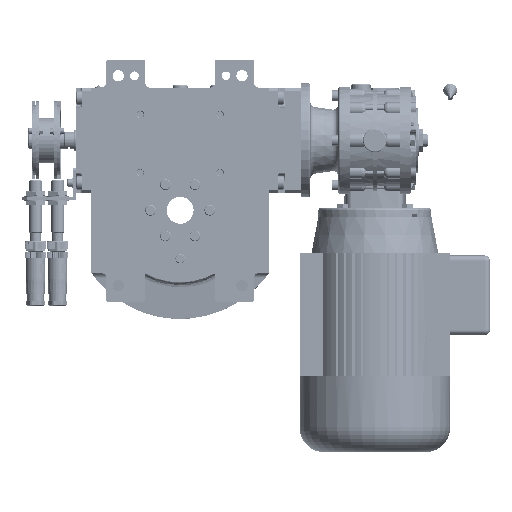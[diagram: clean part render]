
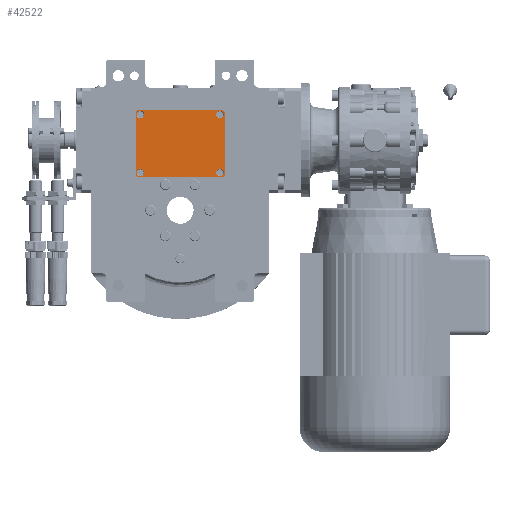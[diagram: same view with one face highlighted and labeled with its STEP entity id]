
A CAD part, front view. The second image highlights one B-rep face of the part: STEP entity #42522.
In plain terms, the highlighted face is planar.
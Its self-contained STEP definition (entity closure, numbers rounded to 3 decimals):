
#922 = FACE_OUTER_BOUND ( 'NONE', #64601, .T. ) ;
#1569 = EDGE_CURVE ( 'NONE', #122371, #81695, #124069, .T. ) ;
#2113 = EDGE_CURVE ( 'NONE', #45665, #169932, #16367, .T. ) ;
#3551 = FACE_BOUND ( 'NONE', #77475, .T. ) ;
#4021 = VECTOR ( 'NONE', #22146, 1000. ) ;
#4540 = VERTEX_POINT ( 'NONE', #8791 ) ;
#6363 = DIRECTION ( 'NONE',  ( 0., 0., 1. ) ) ;
#6483 = ORIENTED_EDGE ( 'NONE', *, *, #24632, .T. ) ;
#8194 = DIRECTION ( 'NONE',  ( -1., 0., 0. ) ) ;
#8359 = LINE ( 'NONE', #115468, #12522 ) ;
#8790 = CARTESIAN_POINT ( 'NONE',  ( 39.5, 31.5, 3. ) ) ;
#8791 = CARTESIAN_POINT ( 'NONE',  ( 40.5, 27., 3. ) ) ;
#12522 = VECTOR ( 'NONE', #47298, 1000. ) ;
#13418 = ORIENTED_EDGE ( 'NONE', *, *, #156574, .F. ) ;
#15263 = CARTESIAN_POINT ( 'NONE',  ( 40.5, -27., 3. ) ) ;
#15496 = AXIS2_PLACEMENT_3D ( 'NONE', #83428, #6363, #85183 ) ;
#16367 = CIRCLE ( 'NONE', #50257, 3.5 ) ;
#17413 = DIRECTION ( 'NONE',  ( -1., 0., 0. ) ) ;
#18331 = AXIS2_PLACEMENT_3D ( 'NONE', #69929, #123077, #31836 ) ;
#20565 = DIRECTION ( 'NONE',  ( 0., 0., 1. ) ) ;
#21971 = CARTESIAN_POINT ( 'NONE',  ( -37., -27., 3. ) ) ;
#22146 = DIRECTION ( 'NONE',  ( -0.707, 0.707, 0. ) ) ;
#24632 = EDGE_CURVE ( 'NONE', #107632, #28435, #129934, .T. ) ;
#26502 = VECTOR ( 'NONE', #84171, 1000. ) ;
#26906 = EDGE_CURVE ( 'NONE', #60790, #47504, #8359, .T. ) ;
#27050 = CARTESIAN_POINT ( 'NONE',  ( -39.5, -31.5, 3. ) ) ;
#28435 = VERTEX_POINT ( 'NONE', #27050 ) ;
#28745 = ORIENTED_EDGE ( 'NONE', *, *, #88992, .T. ) ;
#29960 = CARTESIAN_POINT ( 'NONE',  ( -37., -27., 3. ) ) ;
#31569 = VECTOR ( 'NONE', #145515, 1000. ) ;
#31836 = DIRECTION ( 'NONE',  ( 1., 0., 0. ) ) ;
#32416 = LINE ( 'NONE', #43953, #135863 ) ;
#32601 = DIRECTION ( 'NONE',  ( 1., 0., 0. ) ) ;
#41023 = AXIS2_PLACEMENT_3D ( 'NONE', #29960, #84889, #32601 ) ;
#41520 = VERTEX_POINT ( 'NONE', #66117 ) ;
#42522 = ADVANCED_FACE ( 'NONE', ( #922, #153147, #45137, #3551, #151394 ), #98273, .T. ) ;
#43953 = CARTESIAN_POINT ( 'NONE',  ( -39.5, 31.5, 3. ) ) ;
#44310 = CARTESIAN_POINT ( 'NONE',  ( 39.5, -31.5, 3. ) ) ;
#45137 = FACE_BOUND ( 'NONE', #151907, .T. ) ;
#45665 = VERTEX_POINT ( 'NONE', #93758 ) ;
#47298 = DIRECTION ( 'NONE',  ( 0., 1., 0. ) ) ;
#47504 = VERTEX_POINT ( 'NONE', #154558 ) ;
#47940 = ORIENTED_EDGE ( 'NONE', *, *, #79446, .T. ) ;
#48497 = EDGE_CURVE ( 'NONE', #143141, #167153, #32416, .T. ) ;
#49218 = CARTESIAN_POINT ( 'NONE',  ( -37., 27., 3. ) ) ;
#49488 = CARTESIAN_POINT ( 'NONE',  ( -40.5, 27., 3. ) ) ;
#50257 = AXIS2_PLACEMENT_3D ( 'NONE', #49218, #173953, #78405 ) ;
#51247 = DIRECTION ( 'NONE',  ( 0., 0., 1. ) ) ;
#56398 = CARTESIAN_POINT ( 'NONE',  ( 37., -27., 3. ) ) ;
#56975 = CARTESIAN_POINT ( 'NONE',  ( 41.5, -29.5, 3. ) ) ;
#57052 = VERTEX_POINT ( 'NONE', #15263 ) ;
#57242 = DIRECTION ( 'NONE',  ( -0.707, -0.707, 0. ) ) ;
#57872 = AXIS2_PLACEMENT_3D ( 'NONE', #168070, #139814, #154785 ) ;
#59065 = ORIENTED_EDGE ( 'NONE', *, *, #104951, .F. ) ;
#60790 = VERTEX_POINT ( 'NONE', #56975 ) ;
#61072 = DIRECTION ( 'NONE',  ( 1., 0., 0. ) ) ;
#64601 = EDGE_LOOP ( 'NONE', ( #110370, #28745, #87461, #142417, #130034, #6483, #47940, #75245 ) ) ;
#65284 = CIRCLE ( 'NONE', #93479, 3.5 ) ;
#65480 = EDGE_CURVE ( 'NONE', #118549, #57052, #65284, .T. ) ;
#66117 = CARTESIAN_POINT ( 'NONE',  ( 39.5, 31.5, 3. ) ) ;
#68801 = DIRECTION ( 'NONE',  ( 0., 0., 1. ) ) ;
#69130 = LINE ( 'NONE', #44310, #26502 ) ;
#69929 = CARTESIAN_POINT ( 'NONE',  ( 0., 0., 3. ) ) ;
#73078 = AXIS2_PLACEMENT_3D ( 'NONE', #130093, #51247, #171626 ) ;
#74335 = LINE ( 'NONE', #130105, #106736 ) ;
#75245 = ORIENTED_EDGE ( 'NONE', *, *, #154994, .T. ) ;
#76707 = EDGE_CURVE ( 'NONE', #41520, #143141, #170754, .T. ) ;
#77218 = CARTESIAN_POINT ( 'NONE',  ( -37., 27., 3. ) ) ;
#77475 = EDGE_LOOP ( 'NONE', ( #59065, #111648 ) ) ;
#78044 = CARTESIAN_POINT ( 'NONE',  ( 33.5, -27., 3. ) ) ;
#78405 = DIRECTION ( 'NONE',  ( 1., 0., 0. ) ) ;
#79375 = VERTEX_POINT ( 'NONE', #115940 ) ;
#79446 = EDGE_CURVE ( 'NONE', #28435, #96973, #74335, .T. ) ;
#79863 = CARTESIAN_POINT ( 'NONE',  ( -33.5, -27., 3. ) ) ;
#81695 = VERTEX_POINT ( 'NONE', #79863 ) ;
#83428 = CARTESIAN_POINT ( 'NONE',  ( 37., 27., 3. ) ) ;
#84171 = DIRECTION ( 'NONE',  ( 0.707, 0.707, 0. ) ) ;
#84889 = DIRECTION ( 'NONE',  ( 0., 0., 1. ) ) ;
#85067 = ORIENTED_EDGE ( 'NONE', *, *, #143060, .F. ) ;
#85183 = DIRECTION ( 'NONE',  ( -1., 0., 0. ) ) ;
#87461 = ORIENTED_EDGE ( 'NONE', *, *, #76707, .T. ) ;
#88345 = DIRECTION ( 'NONE',  ( 0.707, -0.707, 0. ) ) ;
#88992 = EDGE_CURVE ( 'NONE', #47504, #41520, #100377, .T. ) ;
#93479 = AXIS2_PLACEMENT_3D ( 'NONE', #56398, #68801, #17413 ) ;
#93758 = CARTESIAN_POINT ( 'NONE',  ( -33.5, 27., 3. ) ) ;
#94724 = VECTOR ( 'NONE', #155741, 1000. ) ;
#96278 = EDGE_LOOP ( 'NONE', ( #129392, #85067 ) ) ;
#96973 = VERTEX_POINT ( 'NONE', #128144 ) ;
#98273 = PLANE ( 'NONE',  #18331 ) ;
#100377 = LINE ( 'NONE', #143448, #4021 ) ;
#101118 = AXIS2_PLACEMENT_3D ( 'NONE', #21971, #126740, #118455 ) ;
#103730 = CARTESIAN_POINT ( 'NONE',  ( -39.5, 31.5, 3. ) ) ;
#103942 = CARTESIAN_POINT ( 'NONE',  ( -41.5, 29.5, 3. ) ) ;
#104212 = CIRCLE ( 'NONE', #73078, 3.5 ) ;
#104951 = EDGE_CURVE ( 'NONE', #57052, #118549, #104212, .T. ) ;
#106736 = VECTOR ( 'NONE', #61072, 1000. ) ;
#107632 = VERTEX_POINT ( 'NONE', #161232 ) ;
#107867 = ORIENTED_EDGE ( 'NONE', *, *, #1569, .F. ) ;
#110370 = ORIENTED_EDGE ( 'NONE', *, *, #26906, .T. ) ;
#110874 = ORIENTED_EDGE ( 'NONE', *, *, #135121, .F. ) ;
#111648 = ORIENTED_EDGE ( 'NONE', *, *, #65480, .F. ) ;
#115468 = CARTESIAN_POINT ( 'NONE',  ( 41.5, -29.5, 3. ) ) ;
#115940 = CARTESIAN_POINT ( 'NONE',  ( 33.5, 27., 3. ) ) ;
#117545 = EDGE_LOOP ( 'NONE', ( #13418, #107867 ) ) ;
#118455 = DIRECTION ( 'NONE',  ( -1., 0., 0. ) ) ;
#118549 = VERTEX_POINT ( 'NONE', #78044 ) ;
#122371 = VERTEX_POINT ( 'NONE', #148462 ) ;
#123077 = DIRECTION ( 'NONE',  ( 0., 0., 1. ) ) ;
#123093 = ORIENTED_EDGE ( 'NONE', *, *, #2113, .F. ) ;
#124069 = CIRCLE ( 'NONE', #101118, 3.5 ) ;
#126740 = DIRECTION ( 'NONE',  ( 0., 0., 1. ) ) ;
#128144 = CARTESIAN_POINT ( 'NONE',  ( 39.5, -31.5, 3. ) ) ;
#128344 = VECTOR ( 'NONE', #88345, 1000. ) ;
#128476 = EDGE_CURVE ( 'NONE', #4540, #79375, #128545, .T. ) ;
#128545 = CIRCLE ( 'NONE', #57872, 3.5 ) ;
#129392 = ORIENTED_EDGE ( 'NONE', *, *, #128476, .F. ) ;
#129934 = LINE ( 'NONE', #159087, #128344 ) ;
#130034 = ORIENTED_EDGE ( 'NONE', *, *, #139989, .T. ) ;
#130093 = CARTESIAN_POINT ( 'NONE',  ( 37., -27., 3. ) ) ;
#130105 = CARTESIAN_POINT ( 'NONE',  ( -39.5, -31.5, 3. ) ) ;
#132362 = CIRCLE ( 'NONE', #160619, 3.5 ) ;
#135121 = EDGE_CURVE ( 'NONE', #169932, #45665, #132362, .T. ) ;
#135863 = VECTOR ( 'NONE', #57242, 1000. ) ;
#139814 = DIRECTION ( 'NONE',  ( 0., 0., 1. ) ) ;
#139989 = EDGE_CURVE ( 'NONE', #167153, #107632, #171172, .T. ) ;
#142417 = ORIENTED_EDGE ( 'NONE', *, *, #48497, .T. ) ;
#142685 = CIRCLE ( 'NONE', #15496, 3.5 ) ;
#143060 = EDGE_CURVE ( 'NONE', #79375, #4540, #142685, .T. ) ;
#143141 = VERTEX_POINT ( 'NONE', #103730 ) ;
#143448 = CARTESIAN_POINT ( 'NONE',  ( 41.5, 29.5, 3. ) ) ;
#145515 = DIRECTION ( 'NONE',  ( 0., -1., 0. ) ) ;
#148462 = CARTESIAN_POINT ( 'NONE',  ( -40.5, -27., 3. ) ) ;
#151394 = FACE_BOUND ( 'NONE', #117545, .T. ) ;
#151907 = EDGE_LOOP ( 'NONE', ( #123093, #110874 ) ) ;
#153147 = FACE_BOUND ( 'NONE', #96278, .T. ) ;
#154165 = CARTESIAN_POINT ( 'NONE',  ( -41.5, 29.5, 3. ) ) ;
#154558 = CARTESIAN_POINT ( 'NONE',  ( 41.5, 29.5, 3. ) ) ;
#154785 = DIRECTION ( 'NONE',  ( 1., 0., 0. ) ) ;
#154994 = EDGE_CURVE ( 'NONE', #96973, #60790, #69130, .T. ) ;
#155741 = DIRECTION ( 'NONE',  ( -1., 0., 0. ) ) ;
#156574 = EDGE_CURVE ( 'NONE', #81695, #122371, #173976, .T. ) ;
#159087 = CARTESIAN_POINT ( 'NONE',  ( -41.5, -29.5, 3. ) ) ;
#160619 = AXIS2_PLACEMENT_3D ( 'NONE', #77218, #20565, #8194 ) ;
#161232 = CARTESIAN_POINT ( 'NONE',  ( -41.5, -29.5, 3. ) ) ;
#167153 = VERTEX_POINT ( 'NONE', #154165 ) ;
#168070 = CARTESIAN_POINT ( 'NONE',  ( 37., 27., 3. ) ) ;
#169932 = VERTEX_POINT ( 'NONE', #49488 ) ;
#170754 = LINE ( 'NONE', #8790, #94724 ) ;
#171172 = LINE ( 'NONE', #103942, #31569 ) ;
#171626 = DIRECTION ( 'NONE',  ( 1., 0., 0. ) ) ;
#173953 = DIRECTION ( 'NONE',  ( 0., 0., 1. ) ) ;
#173976 = CIRCLE ( 'NONE', #41023, 3.5 ) ;
